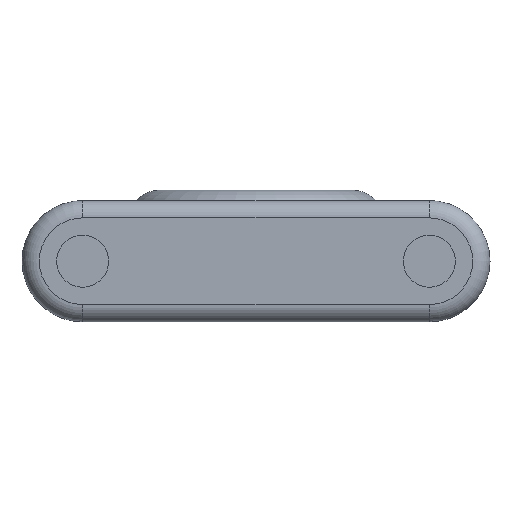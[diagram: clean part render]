
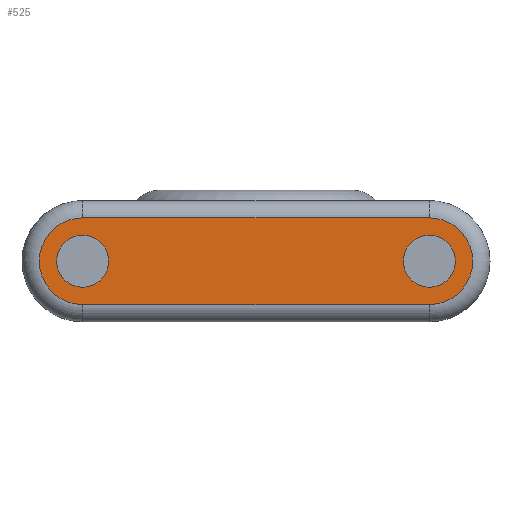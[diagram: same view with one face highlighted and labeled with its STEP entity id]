
A CAD part, front view. The second image highlights one B-rep face of the part: STEP entity #525.
In plain terms, the highlighted planar face has unit normal (0, -1, 0).
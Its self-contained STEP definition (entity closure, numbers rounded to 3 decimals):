
#19=FACE_BOUND('',#88,.T.);
#20=FACE_BOUND('',#89,.T.);
#26=PLANE('',#584);
#51=FACE_OUTER_BOUND('',#87,.T.);
#87=EDGE_LOOP('',(#375,#376,#377,#378));
#88=EDGE_LOOP('',(#379));
#89=EDGE_LOOP('',(#380));
#124=LINE('',#836,#158);
#125=LINE('',#847,#159);
#158=VECTOR('',#652,10.);
#159=VECTOR('',#665,10.);
#194=CIRCLE('',#574,2.5);
#198=CIRCLE('',#580,2.5);
#200=CIRCLE('',#585,1.5);
#201=CIRCLE('',#586,1.5);
#229=VERTEX_POINT('',#829);
#232=VERTEX_POINT('',#834);
#234=VERTEX_POINT('',#839);
#236=VERTEX_POINT('',#845);
#240=VERTEX_POINT('',#863);
#241=VERTEX_POINT('',#865);
#278=EDGE_CURVE('',#232,#229,#124,.T.);
#280=EDGE_CURVE('',#234,#232,#194,.T.);
#283=EDGE_CURVE('',#236,#234,#125,.T.);
#286=EDGE_CURVE('',#229,#236,#198,.T.);
#292=EDGE_CURVE('',#240,#240,#200,.T.);
#293=EDGE_CURVE('',#241,#241,#201,.T.);
#375=ORIENTED_EDGE('',*,*,#278,.F.);
#376=ORIENTED_EDGE('',*,*,#280,.F.);
#377=ORIENTED_EDGE('',*,*,#283,.F.);
#378=ORIENTED_EDGE('',*,*,#286,.F.);
#379=ORIENTED_EDGE('',*,*,#292,.T.);
#380=ORIENTED_EDGE('',*,*,#293,.T.);
#525=ADVANCED_FACE('',(#51,#19,#20),#26,.T.);
#574=AXIS2_PLACEMENT_3D('',#841,#657,#658);
#580=AXIS2_PLACEMENT_3D('',#851,#671,#672);
#584=AXIS2_PLACEMENT_3D('',#862,#683,#684);
#585=AXIS2_PLACEMENT_3D('',#864,#685,#686);
#586=AXIS2_PLACEMENT_3D('',#866,#687,#688);
#652=DIRECTION('',(-1.,0.,0.));
#657=DIRECTION('center_axis',(0.,1.,0.));
#658=DIRECTION('ref_axis',(1.,0.,0.));
#665=DIRECTION('',(1.,0.,0.));
#671=DIRECTION('center_axis',(0.,1.,0.));
#672=DIRECTION('ref_axis',(-1.,0.,0.));
#683=DIRECTION('center_axis',(0.,-1.,0.));
#684=DIRECTION('ref_axis',(0.,0.,-1.));
#685=DIRECTION('center_axis',(0.,1.,0.));
#686=DIRECTION('ref_axis',(1.,0.,0.));
#687=DIRECTION('center_axis',(0.,1.,0.));
#688=DIRECTION('ref_axis',(1.,0.,0.));
#829=CARTESIAN_POINT('',(-10.,-18.,-0.5));
#834=CARTESIAN_POINT('',(10.,-18.,-0.5));
#836=CARTESIAN_POINT('',(-6.75,-18.,-0.5));
#839=CARTESIAN_POINT('',(10.,-18.,4.5));
#841=CARTESIAN_POINT('Origin',(10.,-18.,2.));
#845=CARTESIAN_POINT('',(-10.,-18.,4.5));
#847=CARTESIAN_POINT('',(6.75,-18.,4.5));
#851=CARTESIAN_POINT('Origin',(-10.,-18.,2.));
#862=CARTESIAN_POINT('Origin',(0.,-18.,2.));
#863=CARTESIAN_POINT('',(8.5,-18.,2.));
#864=CARTESIAN_POINT('Origin',(10.,-18.,2.));
#865=CARTESIAN_POINT('',(-11.5,-18.,2.));
#866=CARTESIAN_POINT('Origin',(-10.,-18.,2.));
